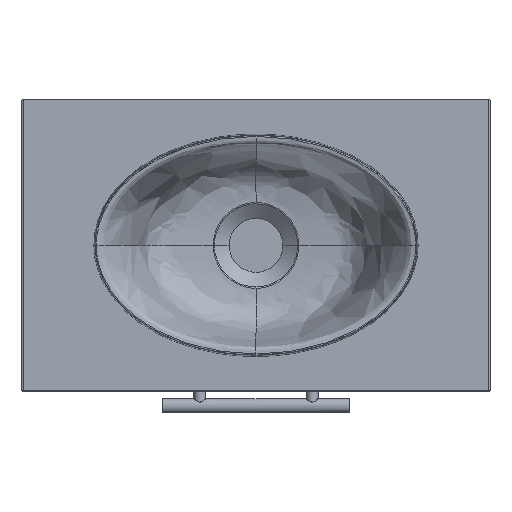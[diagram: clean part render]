
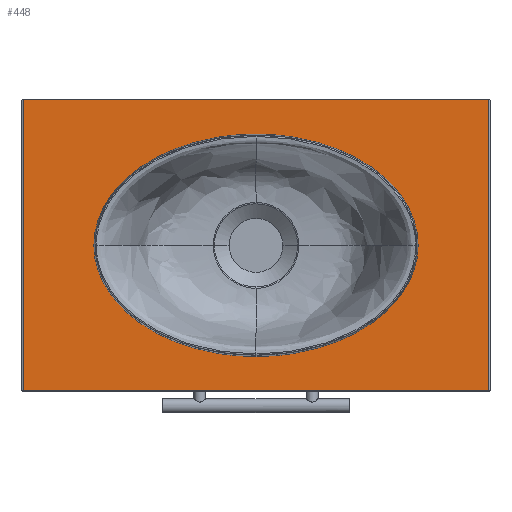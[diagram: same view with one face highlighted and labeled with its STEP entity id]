
A CAD part, top view. The second image highlights one B-rep face of the part: STEP entity #448.
In plain terms, the highlighted face is planar.
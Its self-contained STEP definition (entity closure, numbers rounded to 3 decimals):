
#60=(
BOUNDED_CURVE()
B_SPLINE_CURVE(3,(#33029,#33030,#33031,#33032),.UNSPECIFIED.,.F.,.F.)
B_SPLINE_CURVE_WITH_KNOTS((4,4),(0.,1.),.UNSPECIFIED.)
CURVE()
GEOMETRIC_REPRESENTATION_ITEM()
RATIONAL_B_SPLINE_CURVE((1.,0.333,0.333,1.))
REPRESENTATION_ITEM('')
);
#62=(
BOUNDED_CURVE()
B_SPLINE_CURVE(3,(#33109,#33110,#33111,#33112),.UNSPECIFIED.,.F.,.F.)
B_SPLINE_CURVE_WITH_KNOTS((4,4),(-1.,0.),.UNSPECIFIED.)
CURVE()
GEOMETRIC_REPRESENTATION_ITEM()
RATIONAL_B_SPLINE_CURVE((1.,0.333,0.333,1.))
REPRESENTATION_ITEM('')
);
#187=FACE_BOUND('',#760,.T.);
#448=ADVANCED_FACE('',(#602,#187),#2307,.T.);
#602=FACE_OUTER_BOUND('',#759,.T.);
#759=EDGE_LOOP('',(#1348,#1349,#1350,#1351));
#760=EDGE_LOOP('',(#1352,#1353));
#1348=ORIENTED_EDGE('',*,*,#1734,.T.);
#1349=ORIENTED_EDGE('',*,*,#1732,.T.);
#1350=ORIENTED_EDGE('',*,*,#1733,.T.);
#1351=ORIENTED_EDGE('',*,*,#1728,.F.);
#1352=ORIENTED_EDGE('',*,*,#1712,.F.);
#1353=ORIENTED_EDGE('',*,*,#1750,.T.);
#1712=EDGE_CURVE('',#2208,#2209,#60,.T.);
#1728=EDGE_CURVE('',#2224,#2225,#2020,.T.);
#1732=EDGE_CURVE('',#2228,#2229,#2024,.T.);
#1733=EDGE_CURVE('',#2229,#2225,#2025,.T.);
#1734=EDGE_CURVE('',#2224,#2228,#2026,.T.);
#1750=EDGE_CURVE('',#2208,#2209,#62,.T.);
#2020=B_SPLINE_CURVE_WITH_KNOTS('',1,(#33065,#33066),.UNSPECIFIED.,.F.,
 .F.,(2,2),(0.,398.),.UNSPECIFIED.);
#2024=B_SPLINE_CURVE_WITH_KNOTS('',1,(#33073,#33074),.UNSPECIFIED.,.F.,
 .F.,(2,2),(0.,398.),.UNSPECIFIED.);
#2025=B_SPLINE_CURVE_WITH_KNOTS('',1,(#33075,#33076),.UNSPECIFIED.,.F.,
 .F.,(2,2),(0.,249.),.UNSPECIFIED.);
#2026=B_SPLINE_CURVE_WITH_KNOTS('',1,(#33077,#33078),.UNSPECIFIED.,.F.,
 .F.,(2,2),(0.,249.),.UNSPECIFIED.);
#2208=VERTEX_POINT('',#32997);
#2209=VERTEX_POINT('',#32998);
#2224=VERTEX_POINT('',#33013);
#2225=VERTEX_POINT('',#33014);
#2228=VERTEX_POINT('',#33017);
#2229=VERTEX_POINT('',#33018);
#2307=PLANE('',#2606);
#2606=AXIS2_PLACEMENT_3D('',#32792,#2739,$);
#2739=DIRECTION('',(0.,1.,0.));
#32792=CARTESIAN_POINT('',(-238.8,90.,-216.));
#32997=CARTESIAN_POINT('',(135.,90.,0.));
#32998=CARTESIAN_POINT('',(-135.,90.,0.));
#33013=CARTESIAN_POINT('',(-199.,90.,-125.));
#33014=CARTESIAN_POINT('',(199.,90.,-125.));
#33017=CARTESIAN_POINT('',(-199.,90.,124.));
#33018=CARTESIAN_POINT('',(199.,90.,124.));
#33029=CARTESIAN_POINT('',(135.,90.,0.));
#33030=CARTESIAN_POINT('',(135.,90.,-180.));
#33031=CARTESIAN_POINT('',(-135.,90.,-180.));
#33032=CARTESIAN_POINT('',(-135.,90.,0.));
#33065=CARTESIAN_POINT('',(-199.,90.,-125.));
#33066=CARTESIAN_POINT('',(199.,90.,-125.));
#33073=CARTESIAN_POINT('',(-199.,90.,124.));
#33074=CARTESIAN_POINT('',(199.,90.,124.));
#33075=CARTESIAN_POINT('',(199.,90.,124.));
#33076=CARTESIAN_POINT('',(199.,90.,-125.));
#33077=CARTESIAN_POINT('',(-199.,90.,-125.));
#33078=CARTESIAN_POINT('',(-199.,90.,124.));
#33109=CARTESIAN_POINT('',(135.,90.,0.));
#33110=CARTESIAN_POINT('',(135.,90.,180.));
#33111=CARTESIAN_POINT('',(-135.,90.,180.));
#33112=CARTESIAN_POINT('',(-135.,90.,0.));
